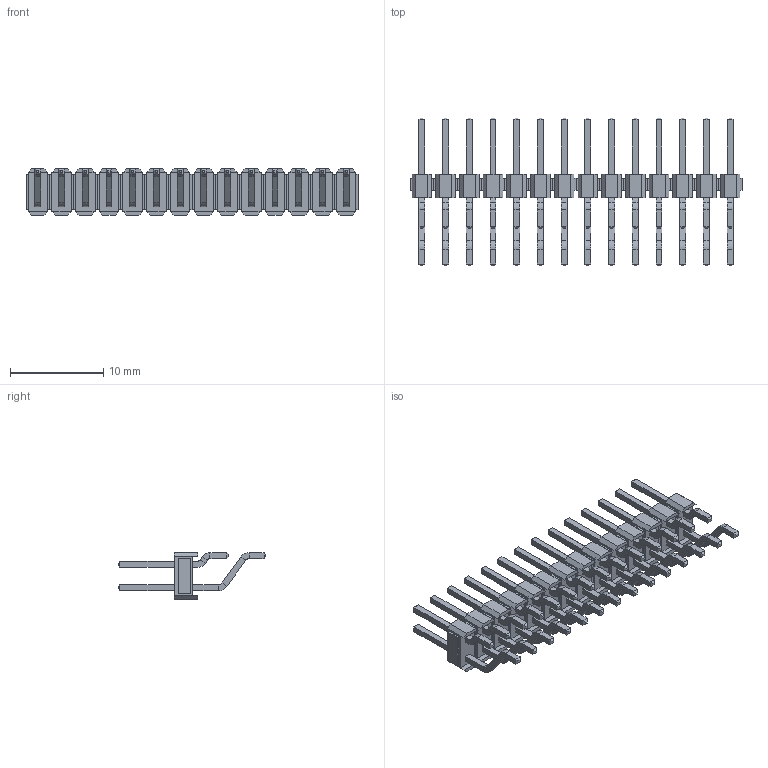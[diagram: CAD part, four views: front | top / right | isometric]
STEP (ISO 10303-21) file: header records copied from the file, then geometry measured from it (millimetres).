
FILE_DESCRIPTION (( 'STEP AP214' ), '1' );
FILE_NAME ('PLDR_SMD-28.STEP', '2019-06-30T12:00:26', ( '' ), ( '' ), 'SwSTEP 2.0', 'SolidWorks 2018', '' );
FILE_SCHEMA (( 'AUTOMOTIVE_DESIGN' ));
Length unit declared in the file: millimetre
Products named in the file (1): PLDR_SMD-28
Bounding box: 35.56 x 15.84 x 5 mm (x, y, z)
Volume: 470.8 mm3; surface area: 1688.3 mm2
Topology: 14 solids, 14 shells, 1232 faces, 2744 edges, 1624 vertices
Faces by surface type: plane 1092, cylinder 84, bspline 56
Entity records: 48567 total; most frequent: CARTESIAN_POINT 7925, ORIENTED_EDGE 5488, DIRECTION 5294, EDGE_CURVE 2744, LINE 2492, VECTOR 2492, VERTEX_POINT 1624, AXIS2_PLACEMENT_3D 1401
